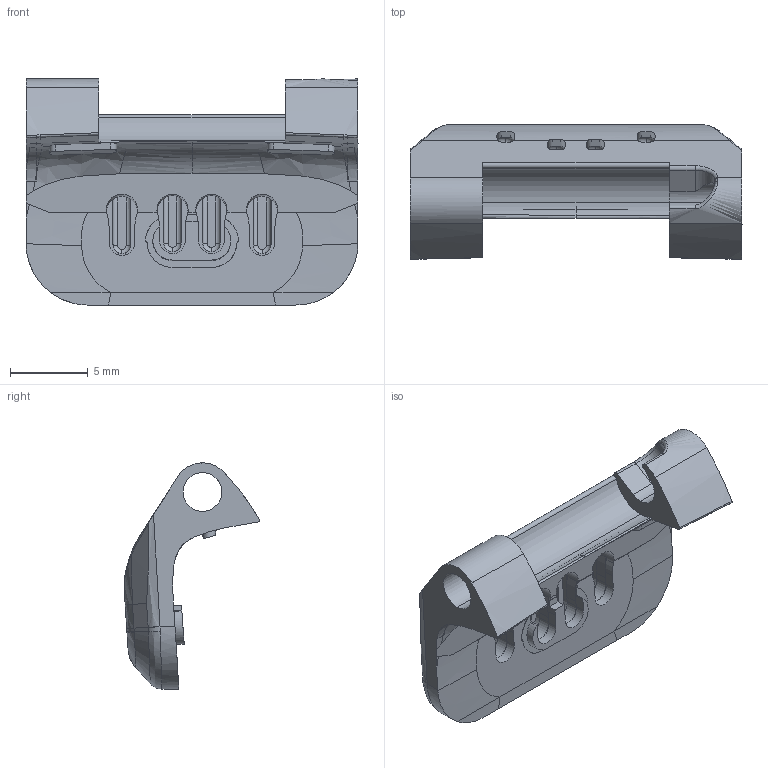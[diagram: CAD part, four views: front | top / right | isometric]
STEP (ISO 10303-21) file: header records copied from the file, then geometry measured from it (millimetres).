
FILE_DESCRIPTION (( 'STEP AP214' ), '1' );
FILE_NAME ('3D Adapter CAD.STEP', '2015-03-02T09:02:24', ( '' ), ( '' ), 'SwSTEP 2.0', 'SolidWorks 2013', '' );
FILE_SCHEMA (( 'AUTOMOTIVE_DESIGN' ));
Length unit declared in the file: millimetre
Products named in the file (1): 3D Adapter CAD
Bounding box: 21.32 x 8.68 x 14.52 mm (x, y, z)
Volume: 709.4 mm3; surface area: 1010.1 mm2
Topology: 1 solids, 1 shells, 279 faces, 805 edges, 519 vertices
Faces by surface type: bspline 110, plane 85, cylinder 75, torus 9
Entity records: 15724 total; most frequent: CARTESIAN_POINT 9347, ORIENTED_EDGE 1610, DIRECTION 951, EDGE_CURVE 805, VERTEX_POINT 519, AXIS2_PLACEMENT_3D 337, B_SPLINE_CURVE_WITH_KNOTS 316, EDGE_LOOP 282
